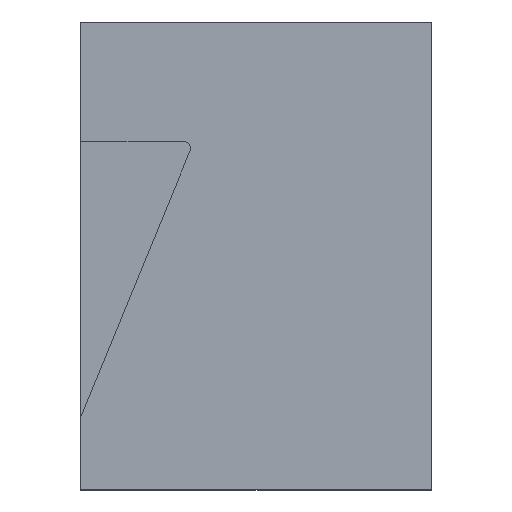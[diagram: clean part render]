
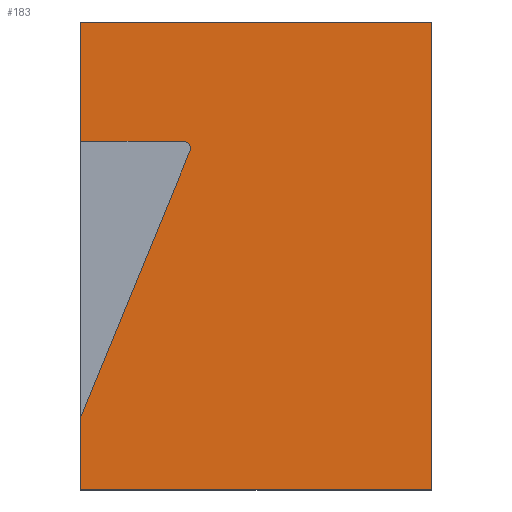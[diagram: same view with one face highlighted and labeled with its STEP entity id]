
A CAD part, top view. The second image highlights one B-rep face of the part: STEP entity #183.
In plain terms, the highlighted planar face has unit normal (0, 0, 1).
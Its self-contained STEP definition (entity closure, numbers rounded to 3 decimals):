
#15=CIRCLE('',#205,3.);
#22=FACE_OUTER_BOUND('',#32,.T.);
#32=EDGE_LOOP('',(#138,#139,#140,#141,#142,#143,#144,#145));
#38=LINE('',#267,#60);
#43=LINE('',#281,#65);
#47=LINE('',#289,#69);
#48=LINE('',#291,#70);
#49=LINE('',#293,#71);
#50=LINE('',#295,#72);
#51=LINE('',#296,#73);
#60=VECTOR('',#219,10.);
#65=VECTOR('',#232,10.);
#69=VECTOR('',#240,10.);
#70=VECTOR('',#241,10.);
#71=VECTOR('',#242,10.);
#72=VECTOR('',#243,10.);
#73=VECTOR('',#244,10.);
#82=VERTEX_POINT('',#265);
#83=VERTEX_POINT('',#266);
#86=VERTEX_POINT('',#274);
#88=VERTEX_POINT('',#280);
#90=VERTEX_POINT('',#288);
#91=VERTEX_POINT('',#290);
#92=VERTEX_POINT('',#292);
#93=VERTEX_POINT('',#294);
#98=EDGE_CURVE('',#82,#83,#38,.T.);
#102=EDGE_CURVE('',#86,#82,#15,.T.);
#105=EDGE_CURVE('',#88,#86,#43,.T.);
#109=EDGE_CURVE('',#83,#90,#47,.T.);
#110=EDGE_CURVE('',#90,#91,#48,.T.);
#111=EDGE_CURVE('',#91,#92,#49,.T.);
#112=EDGE_CURVE('',#92,#93,#50,.T.);
#113=EDGE_CURVE('',#93,#88,#51,.T.);
#138=ORIENTED_EDGE('',*,*,#105,.T.);
#139=ORIENTED_EDGE('',*,*,#102,.T.);
#140=ORIENTED_EDGE('',*,*,#98,.T.);
#141=ORIENTED_EDGE('',*,*,#109,.T.);
#142=ORIENTED_EDGE('',*,*,#110,.T.);
#143=ORIENTED_EDGE('',*,*,#111,.T.);
#144=ORIENTED_EDGE('',*,*,#112,.T.);
#145=ORIENTED_EDGE('',*,*,#113,.T.);
#173=PLANE('',#209);
#183=ADVANCED_FACE('',(#22),#173,.T.);
#205=AXIS2_PLACEMENT_3D('',#275,#225,#226);
#209=AXIS2_PLACEMENT_3D('',#287,#238,#239);
#219=DIRECTION('',(-0.38,-0.925,0.));
#225=DIRECTION('center_axis',(0.,0.,-1.));
#226=DIRECTION('ref_axis',(0.925,-0.38,0.));
#232=DIRECTION('',(1.,0.,0.));
#238=DIRECTION('center_axis',(0.,0.,1.));
#239=DIRECTION('ref_axis',(0.,-1.,0.));
#240=DIRECTION('',(0.,-1.,0.));
#241=DIRECTION('',(1.,0.,0.));
#242=DIRECTION('',(0.,1.,0.));
#243=DIRECTION('',(-1.,0.,0.));
#244=DIRECTION('',(0.,-1.,0.));
#265=CARTESIAN_POINT('',(-15.541,44.882,22.001));
#266=CARTESIAN_POINT('',(-62.334,-69.165,22.001));
#267=CARTESIAN_POINT('',(-21.389,30.627,22.001));
#274=CARTESIAN_POINT('',(-18.316,49.02,22.001));
#275=CARTESIAN_POINT('Origin',(-18.316,46.02,22.001));
#280=CARTESIAN_POINT('',(-62.334,49.02,22.001));
#281=CARTESIAN_POINT('',(-24.834,49.02,22.001));
#287=CARTESIAN_POINT('Origin',(12.666,0.,22.001));
#288=CARTESIAN_POINT('',(-62.334,-100.,22.001));
#289=CARTESIAN_POINT('',(-62.334,100.,22.001));
#290=CARTESIAN_POINT('',(87.666,-100.,22.001));
#291=CARTESIAN_POINT('',(-62.334,-100.,22.001));
#292=CARTESIAN_POINT('',(87.666,100.,22.001));
#293=CARTESIAN_POINT('',(87.666,-100.,22.001));
#294=CARTESIAN_POINT('',(-62.334,100.,22.001));
#295=CARTESIAN_POINT('',(87.666,100.,22.001));
#296=CARTESIAN_POINT('',(-62.334,100.,22.001));
